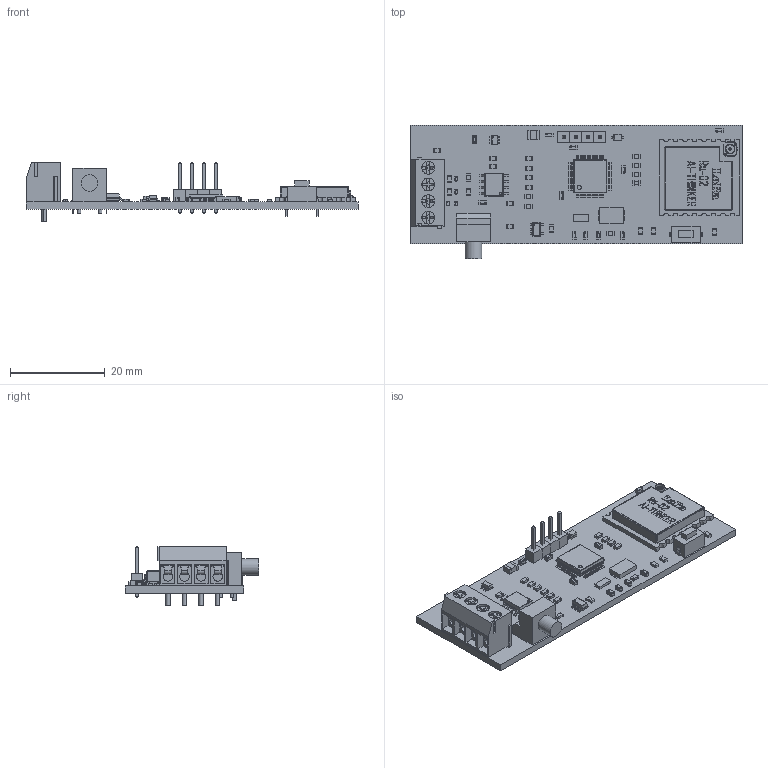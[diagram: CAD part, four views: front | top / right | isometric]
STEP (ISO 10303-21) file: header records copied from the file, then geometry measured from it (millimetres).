
FILE_DESCRIPTION(('Open CASCADE Model'),'2;1');
FILE_NAME('Open CASCADE Shape Model','2020-04-27T22:34:19',('Author'),( 'Open CASCADE'),'Open CASCADE STEP processor 6.8','Open CASCADE 6.8' ,'Unknown');
FILE_SCHEMA(('AUTOMOTIVE_DESIGN { 1 0 10303 214 1 1 1 1 }'));
Length unit declared in the file: millimetre
Products named in the file (133): PCB; Board; D1; 710216304; Open_CASCADE_STEP_translator_6.8_2.1; Body; Open_CASCADE_STEP_translator_6.8_2.2.1; Leader; ZQ2; ZQ; ZQ1; 710215920; Pins; X1; 710217968; SimpleBody; LeadsArray; S2; Tactile_Switch; R22; 710218352; term1; term2; body; R20; 710214512; R19; R18; R16; R12; R11; R10; R9; 710217712; R8; 710217584; R7; R5; DD1; 710216688 ...
Assembly tree (210 placements, depth 5):
  PCB
    Board
    D1
      710216304
        Open_CASCADE_STEP_translator_6.8_2.1
        Body
          Open_CASCADE_STEP_translator_6.8_2.2.1
        Leader  x24
        Leader  x24
    ZQ2
      ZQ
    ZQ1
      710215920
        Body
        Pins
    X1
      710217968  x4
        SimpleBody
        LeadsArray
    S2
      Tactile_Switch
    R22
      710218352
        term1
        term2
        body
    R20
      710214512
        term1
        term2
        body
    R19
      710214512
        term1
        term2
        body
    R18
      710214512
        term1
        term2
        body
    R16
      710218352
        term1
        term2
        body
    R12
      710214512
        term1
        term2
        body
    R11
      710214512
        term1
        term2
        body
    R10
      710218352
        term1
        term2
Bounding box: 70 x 28.1 x 12.58 mm (x, y, z)
Volume: 4308.2 mm3; surface area: 7223.6 mm2
Topology: 216 solids, 218 shells, 3623 faces, 8170 edges, 4907 vertices
Faces by surface type: plane 2504, cylinder 677, extrusion 283, sphere 122, bspline 23, torus 11, cone 3
Full cylindrical faces by diameter (mm): 0.156 x1, 0.2 x1, 0.45 x2, 0.487 x1, 0.5 x1, 0.7 x2, 0.875 x1, 3.51 x1
Entity records: 63475 total; most frequent: CARTESIAN_POINT 12907, ORIENTED_EDGE 8867, DIRECTION 8243, EDGE_CURVE 4436, VECTOR 3351, LINE 3068, VERTEX_POINT 2807, AXIS2_PLACEMENT_3D 2446
